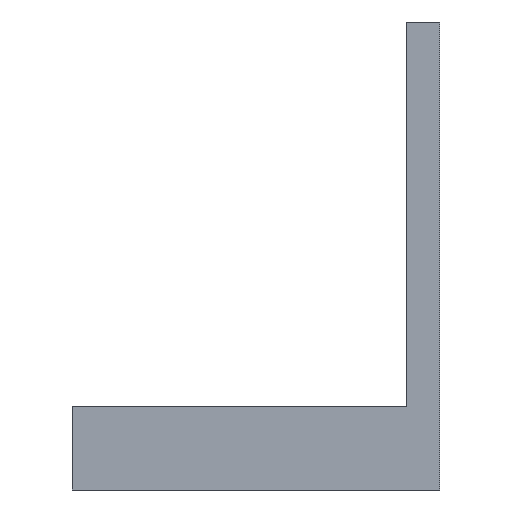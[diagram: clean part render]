
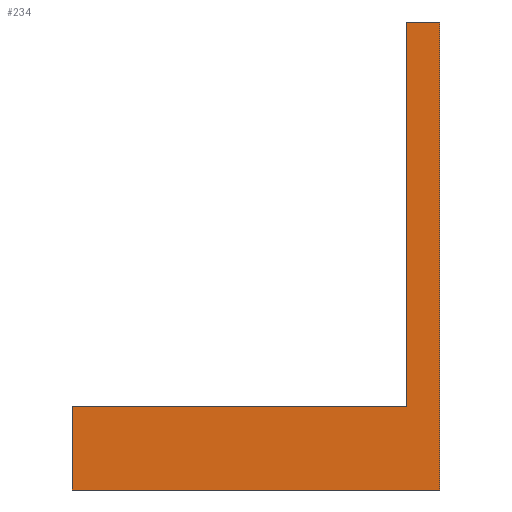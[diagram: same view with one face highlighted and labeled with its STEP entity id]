
A CAD part, left-side view. The second image highlights one B-rep face of the part: STEP entity #234.
In plain terms, the highlighted planar face has unit normal (-1, 0, 0).
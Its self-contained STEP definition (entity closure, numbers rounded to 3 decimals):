
#24=PLANE('',#268);
#36=FACE_OUTER_BOUND('',#48,.T.);
#48=EDGE_LOOP('',(#185,#186,#187,#188,#189,#190));
#70=LINE('',#372,#92);
#71=LINE('',#375,#93);
#72=LINE('',#377,#94);
#73=LINE('',#379,#95);
#74=LINE('',#381,#96);
#75=LINE('',#382,#97);
#92=VECTOR('',#310,10.);
#93=VECTOR('',#313,10.);
#94=VECTOR('',#314,10.);
#95=VECTOR('',#315,10.);
#96=VECTOR('',#316,10.);
#97=VECTOR('',#317,10.);
#124=VERTEX_POINT('',#366);
#126=VERTEX_POINT('',#370);
#127=VERTEX_POINT('',#374);
#128=VERTEX_POINT('',#376);
#129=VERTEX_POINT('',#378);
#130=VERTEX_POINT('',#380);
#150=EDGE_CURVE('',#124,#126,#70,.T.);
#151=EDGE_CURVE('',#127,#126,#71,.T.);
#152=EDGE_CURVE('',#128,#127,#72,.T.);
#153=EDGE_CURVE('',#128,#129,#73,.T.);
#154=EDGE_CURVE('',#130,#129,#74,.T.);
#155=EDGE_CURVE('',#130,#124,#75,.T.);
#185=ORIENTED_EDGE('',*,*,#150,.T.);
#186=ORIENTED_EDGE('',*,*,#151,.F.);
#187=ORIENTED_EDGE('',*,*,#152,.F.);
#188=ORIENTED_EDGE('',*,*,#153,.T.);
#189=ORIENTED_EDGE('',*,*,#154,.F.);
#190=ORIENTED_EDGE('',*,*,#155,.T.);
#234=ADVANCED_FACE('',(#36),#24,.F.);
#268=AXIS2_PLACEMENT_3D('',#373,#311,#312);
#310=DIRECTION('',(0.,0.,-1.));
#311=DIRECTION('center_axis',(1.,0.,0.));
#312=DIRECTION('ref_axis',(0.,0.,-1.));
#313=DIRECTION('',(0.,1.,0.));
#314=DIRECTION('',(0.,0.,-1.));
#315=DIRECTION('',(0.,1.,0.));
#316=DIRECTION('',(0.,0.,1.));
#317=DIRECTION('',(0.,1.,0.));
#366=CARTESIAN_POINT('',(-475.5,-10.,0.));
#370=CARTESIAN_POINT('',(-475.5,-10.,-5.));
#372=CARTESIAN_POINT('',(-475.5,-10.,18.495));
#373=CARTESIAN_POINT('Origin',(-475.5,-30.,27.993));
#374=CARTESIAN_POINT('',(-475.5,-32.,-5.));
#375=CARTESIAN_POINT('',(-475.5,-30.,-5.));
#376=CARTESIAN_POINT('',(-475.5,-32.,22.993));
#377=CARTESIAN_POINT('',(-475.5,-32.,0.));
#378=CARTESIAN_POINT('',(-475.5,-30.,22.993));
#379=CARTESIAN_POINT('',(-475.5,-30.,22.993));
#380=CARTESIAN_POINT('',(-475.5,-30.,0.));
#381=CARTESIAN_POINT('',(-475.5,-30.,20.995));
#382=CARTESIAN_POINT('',(-475.5,-30.,0.));
